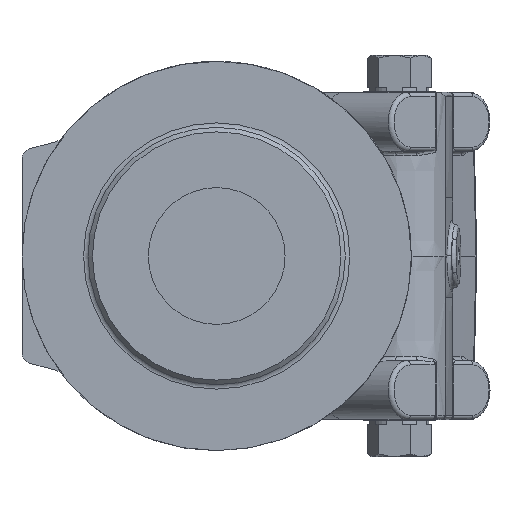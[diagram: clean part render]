
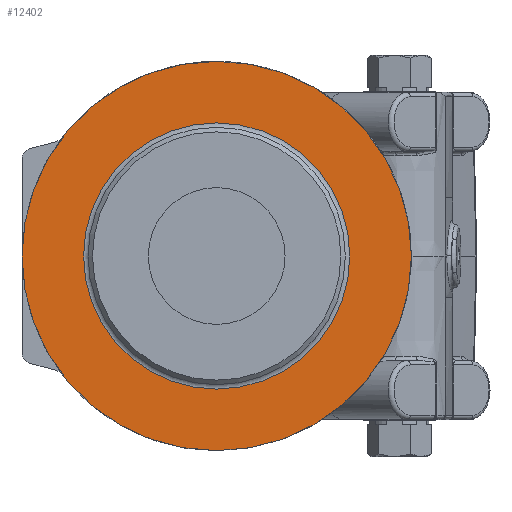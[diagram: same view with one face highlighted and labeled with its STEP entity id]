
A CAD part, left-side view. The second image highlights one B-rep face of the part: STEP entity #12402.
In plain terms, the highlighted planar face has unit normal (-1, 0, 0).
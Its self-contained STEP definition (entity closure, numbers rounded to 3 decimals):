
#99 = AXIS2_PLACEMENT_3D ( 'NONE', #10124, #10125, #10126 ) ;
#111 = AXIS2_PLACEMENT_3D ( 'NONE', #10191, #10192, #10193 ) ;
#982 = AXIS2_PLACEMENT_3D ( 'NONE', #7442, #7447, #7448 ) ;
#2189 = VERTEX_POINT ( 'NONE', #8070 ) ;
#2191 = VERTEX_POINT ( 'NONE', #8072 ) ;
#7442 = CARTESIAN_POINT ( 'NONE',  ( -82.7, 9.6, 0. ) ) ;
#7445 = PLANE ( 'NONE',  #982 ) ;
#7447 = DIRECTION ( 'NONE',  ( -1., 0., 0. ) ) ;
#7448 = DIRECTION ( 'NONE',  ( 0., 0., -1. ) ) ;
#7949 = ORIENTED_EDGE ( 'NONE', *, *, #17921, .T. ) ;
#7969 = ORIENTED_EDGE ( 'NONE', *, *, #17948, .T. ) ;
#8070 = CARTESIAN_POINT ( 'NONE',  ( -82.7, 71.6, -63.243 ) ) ;
#8072 = CARTESIAN_POINT ( 'NONE',  ( -82.7, 71.6, -92.5 ) ) ;
#10124 = CARTESIAN_POINT ( 'NONE',  ( -82.7, 71.6, 0. ) ) ;
#10125 = DIRECTION ( 'NONE',  ( 1., 0., 0. ) ) ;
#10126 = DIRECTION ( 'NONE',  ( 0., 0., -1. ) ) ;
#10191 = CARTESIAN_POINT ( 'NONE',  ( -82.7, 71.6, 0. ) ) ;
#10192 = DIRECTION ( 'NONE',  ( -1., 0., 0. ) ) ;
#10193 = DIRECTION ( 'NONE',  ( 0., 0., -1. ) ) ;
#12402 = ADVANCED_FACE ( 'NONE', ( #22864, #22875 ), #7445, .T. ) ;
#17921 = EDGE_CURVE ( 'NONE', #2189, #2189, #23218, .T. ) ;
#17948 = EDGE_CURVE ( 'NONE', #2191, #2191, #23259, .T. ) ;
#22864 = FACE_BOUND ( 'NONE', #23626, .T. ) ;
#22875 = FACE_OUTER_BOUND ( 'NONE', #23610, .T. ) ;
#23218 = CIRCLE ( 'NONE', #99, 63.243 ) ;
#23259 = CIRCLE ( 'NONE', #111, 92.5 ) ;
#23610 = EDGE_LOOP ( 'NONE', ( #7969 ) ) ;
#23626 = EDGE_LOOP ( 'NONE', ( #7949 ) ) ;
